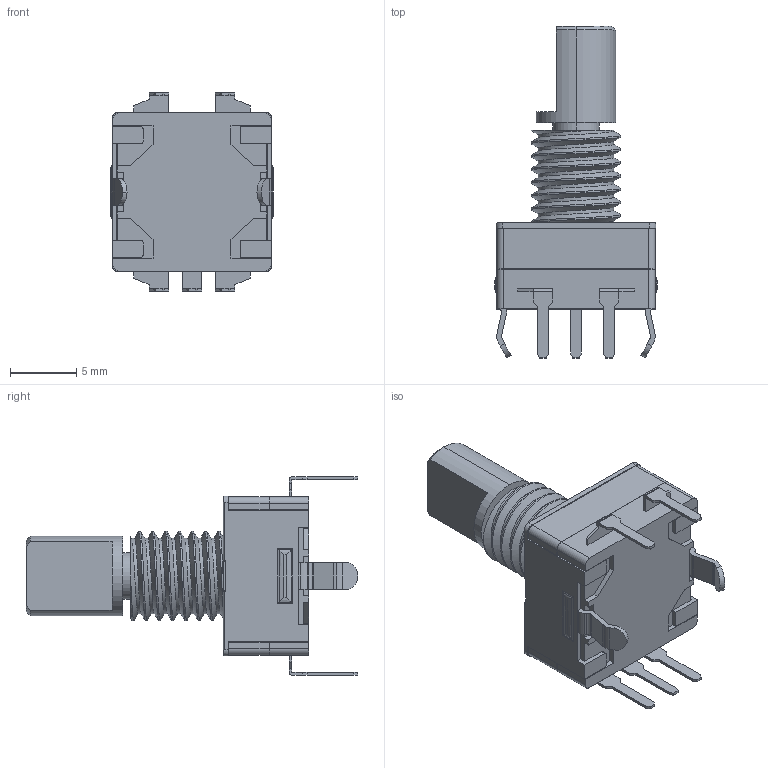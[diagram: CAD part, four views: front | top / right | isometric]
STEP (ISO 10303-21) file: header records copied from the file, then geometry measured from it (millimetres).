
FILE_DESCRIPTION (( 'STEP AP214' ), '1' );
FILE_NAME ('唅蛌晤鎢ん.STEP', '2021-06-26T03:28:01', ( 'ENG' ), ( 'Microsoft' ), 'SwSTEP 2.0', 'SolidWorks 2019', '' );
FILE_SCHEMA (( 'AUTOMOTIVE_DESIGN' ));
Length unit declared in the file: millimetre
Products named in the file (1): 唅蛌晤鎢ん
Bounding box: 12.3 x 25.1 x 15 mm (x, y, z)
Volume: 1321.3 mm3; surface area: 1502.4 mm2
Topology: 6 solids, 6 shells, 320 faces, 892 edges, 581 vertices
Faces by surface type: plane 230, cylinder 75, bspline 12, cone 3
Entity records: 14676 total; most frequent: CARTESIAN_POINT 3750, ORIENTED_EDGE 1784, DIRECTION 1552, EDGE_CURVE 892, LINE 718, VECTOR 718, VERTEX_POINT 581, AXIS2_PLACEMENT_3D 417
